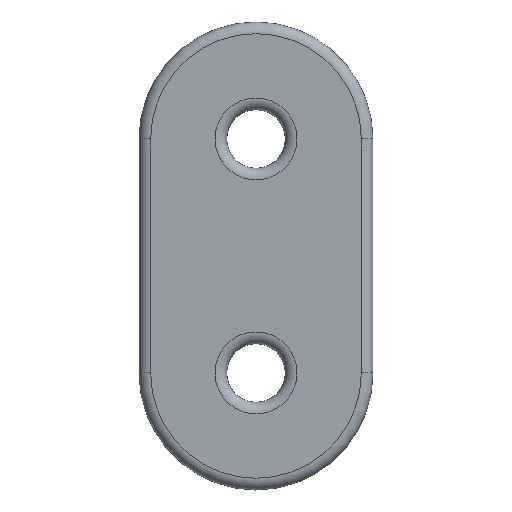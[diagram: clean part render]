
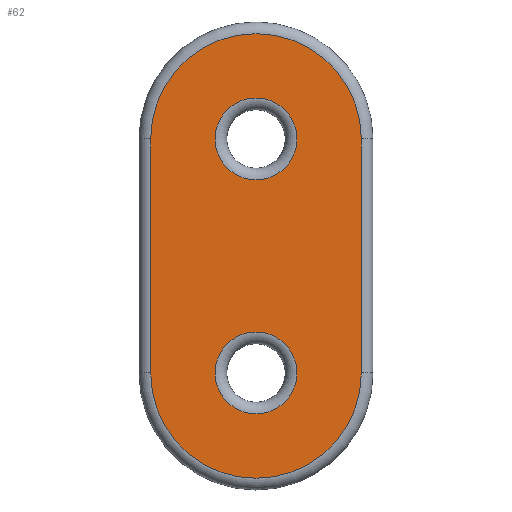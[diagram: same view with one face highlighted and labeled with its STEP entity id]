
A CAD part, top view. The second image highlights one B-rep face of the part: STEP entity #62.
In plain terms, the highlighted planar face has unit normal (0, 0, 1).
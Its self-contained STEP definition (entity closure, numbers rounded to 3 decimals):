
#62=ADVANCED_FACE('',(#190,#192,#194),#196,.T.);
#190=FACE_BOUND('',#191,.T.);
#191=EDGE_LOOP('',(#299,#300,#301,#302));
#192=FACE_BOUND('',#193,.T.);
#193=EDGE_LOOP('',(#303));
#194=FACE_BOUND('',#195,.T.);
#195=EDGE_LOOP('',(#304));
#196=PLANE('',#197);
#197=AXIS2_PLACEMENT_3D('',#198,#199,#200);
#198=CARTESIAN_POINT('',(0.,0.,2.));
#199=DIRECTION('',(0.,0.,1.));
#200=DIRECTION('',(-1.,0.,0.));
#299=ORIENTED_EDGE('',*,*,#351,.F.);
#300=ORIENTED_EDGE('',*,*,#352,.T.);
#301=ORIENTED_EDGE('',*,*,#353,.F.);
#302=ORIENTED_EDGE('',*,*,#354,.T.);
#303=ORIENTED_EDGE('',*,*,#355,.T.);
#304=ORIENTED_EDGE('',*,*,#356,.T.);
#351=EDGE_CURVE('',#383,#384,#385,.F.);
#352=EDGE_CURVE('',#383,#386,#387,.T.);
#353=EDGE_CURVE('',#388,#386,#389,.F.);
#354=EDGE_CURVE('',#388,#384,#390,.T.);
#355=EDGE_CURVE('',#391,#391,#392,.F.);
#356=EDGE_CURVE('',#393,#393,#394,.F.);
#383=VERTEX_POINT('',#443);
#384=VERTEX_POINT('',#444);
#385=CIRCLE('',#445,9.);
#386=VERTEX_POINT('',#449);
#387=LINE('',#450,#451);
#388=VERTEX_POINT('',#453);
#389=CIRCLE('',#454,9.);
#390=LINE('',#458,#459);
#391=VERTEX_POINT('',#461);
#392=CIRCLE('',#462,3.5);
#393=VERTEX_POINT('',#466);
#394=CIRCLE('',#467,3.5);
#443=CARTESIAN_POINT('',(9.,-10.,2.));
#444=CARTESIAN_POINT('',(-9.,-10.,2.));
#445=AXIS2_PLACEMENT_3D('',#446,#447,#448);
#446=CARTESIAN_POINT('',(0.,-10.,2.));
#447=DIRECTION('',(0.,0.,1.));
#448=DIRECTION('',(-1.,0.,0.));
#449=CARTESIAN_POINT('',(9.,10.,2.));
#450=CARTESIAN_POINT('',(9.,-10.,2.));
#451=VECTOR('',#452,1.);
#452=DIRECTION('',(0.,1.,0.));
#453=CARTESIAN_POINT('',(-9.,10.,2.));
#454=AXIS2_PLACEMENT_3D('',#455,#456,#457);
#455=CARTESIAN_POINT('',(0.,10.,2.));
#456=DIRECTION('',(0.,0.,1.));
#457=DIRECTION('',(1.,0.,0.));
#458=CARTESIAN_POINT('',(-9.,10.,2.));
#459=VECTOR('',#460,1.);
#460=DIRECTION('',(0.,-1.,0.));
#461=CARTESIAN_POINT('',(-3.5,-10.,2.));
#462=AXIS2_PLACEMENT_3D('',#463,#464,#465);
#463=CARTESIAN_POINT('',(0.,-10.,2.));
#464=DIRECTION('',(0.,0.,1.));
#465=DIRECTION('',(-1.,0.,0.));
#466=CARTESIAN_POINT('',(-3.5,10.,2.));
#467=AXIS2_PLACEMENT_3D('',#468,#469,#470);
#468=CARTESIAN_POINT('',(0.,10.,2.));
#469=DIRECTION('',(0.,0.,1.));
#470=DIRECTION('',(-1.,0.,0.));
